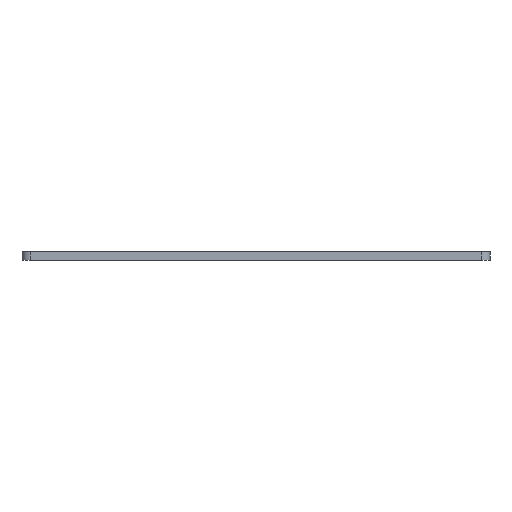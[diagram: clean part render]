
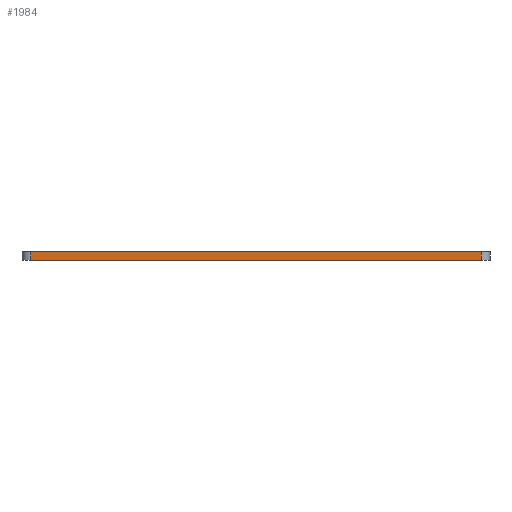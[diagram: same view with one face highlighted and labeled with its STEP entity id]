
A CAD part, front view. The second image highlights one B-rep face of the part: STEP entity #1984.
In plain terms, the highlighted planar face has unit normal (0, -1, 0).
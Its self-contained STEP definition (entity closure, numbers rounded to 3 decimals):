
#155=PLANE('',#2248);
#257=FACE_OUTER_BOUND('',#376,.T.);
#376=EDGE_LOOP('',(#1651,#1652,#1653,#1654));
#585=LINE('',#3395,#696);
#586=LINE('',#3398,#697);
#587=LINE('',#3400,#698);
#588=LINE('',#3401,#699);
#696=VECTOR('',#2851,10.);
#697=VECTOR('',#2854,10.);
#698=VECTOR('',#2855,10.);
#699=VECTOR('',#2856,10.);
#1020=VERTEX_POINT('',#3391);
#1021=VERTEX_POINT('',#3393);
#1022=VERTEX_POINT('',#3397);
#1023=VERTEX_POINT('',#3399);
#1277=EDGE_CURVE('',#1020,#1021,#585,.T.);
#1278=EDGE_CURVE('',#1020,#1022,#586,.T.);
#1279=EDGE_CURVE('',#1023,#1021,#587,.T.);
#1280=EDGE_CURVE('',#1022,#1023,#588,.T.);
#1651=ORIENTED_EDGE('',*,*,#1278,.F.);
#1652=ORIENTED_EDGE('',*,*,#1277,.T.);
#1653=ORIENTED_EDGE('',*,*,#1279,.F.);
#1654=ORIENTED_EDGE('',*,*,#1280,.F.);
#1984=ADVANCED_FACE('',(#257),#155,.T.);
#2248=AXIS2_PLACEMENT_3D('',#3396,#2852,#2853);
#2851=DIRECTION('',(0.,0.,1.));
#2852=DIRECTION('center_axis',(0.,-1.,0.));
#2853=DIRECTION('ref_axis',(1.,0.,0.));
#2854=DIRECTION('',(-1.,0.,0.));
#2855=DIRECTION('',(1.,0.,0.));
#2856=DIRECTION('',(0.,0.,1.));
#3391=CARTESIAN_POINT('',(106.,-110.,0.));
#3393=CARTESIAN_POINT('',(106.,-110.,4.));
#3395=CARTESIAN_POINT('',(106.,-110.,0.));
#3396=CARTESIAN_POINT('Origin',(-106.,-110.,0.));
#3397=CARTESIAN_POINT('',(-106.,-110.,0.));
#3398=CARTESIAN_POINT('',(106.,-110.,0.));
#3399=CARTESIAN_POINT('',(-106.,-110.,4.));
#3400=CARTESIAN_POINT('',(106.,-110.,4.));
#3401=CARTESIAN_POINT('',(-106.,-110.,0.));
